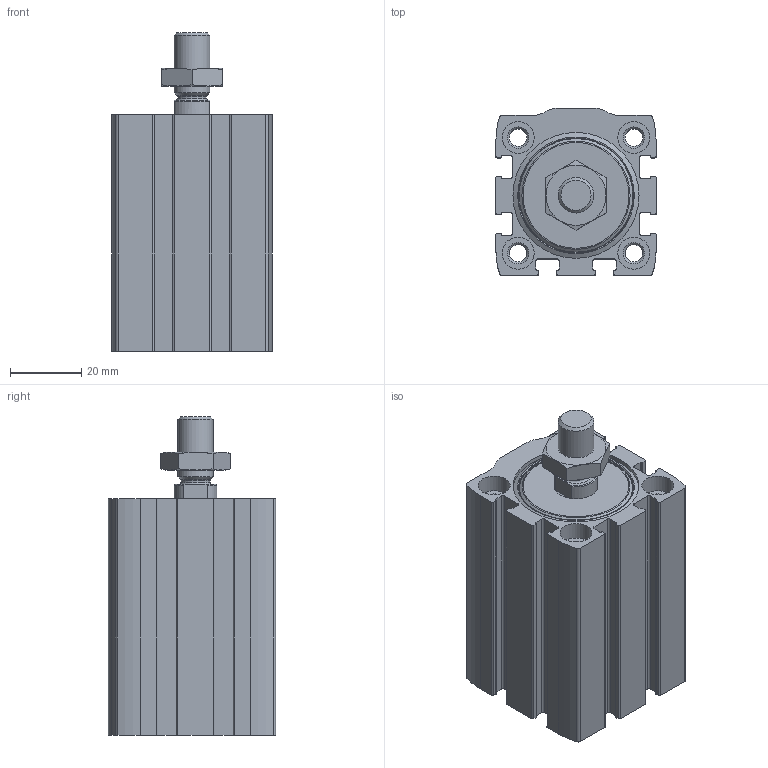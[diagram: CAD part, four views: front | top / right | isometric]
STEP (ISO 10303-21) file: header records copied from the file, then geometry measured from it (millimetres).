
FILE_DESCRIPTION(/* description */ ('STEP AP214'),/* implementation_level */ '2;1');
FILE_NAME(/* name */ '8091451_ADN-S-32-45-A-P',/* time_stamp */ '2024-08-01T18:50:51+02:00',/* author */ ('License CC BY-ND 4.0'),/* organization */ ('CADENAS'),/* preprocessor_version */ 'ST-DEVELOPER v19.3',/* originating_system */ 'PARTsolutions',/* authorisation */ ' ');
FILE_SCHEMA (('AUTOMOTIVE_DESIGN {1 0 10303 214 3 1 1}'));
Length unit declared in the file: millimetre
Products named in the file (4): 8091451 ADN-S-32-45-A-P---(0_high); 8084712 ADN-S-32-45-A-P---(high_H); 8084712 ADN-S-32-45-A-P---(high_P); DIN-439-B - M10x1.25(F)
Assembly tree (3 placements, depth 2):
  8091451 ADN-S-32-45-A-P---(0_high)
    8084712 ADN-S-32-45-A-P---(high_H)
    8084712 ADN-S-32-45-A-P---(high_P)
    DIN-439-B - M10x1.25(F)
Bounding box: 45 x 47 x 89.5 mm (x, y, z)
Volume: 88956.3 mm3; surface area: 37792.6 mm2
Topology: 3 solids, 3 shells, 210 faces, 518 edges, 337 vertices
Faces by surface type: plane 93, cylinder 90, cone 22, torus 5
Full cylindrical faces by diameter (mm): 4.134 x2, 4.917 x8, 5.2 x4, 8.1 x1, 8.647 x1, 9 x8, 10 x1, 12 x2, 32 x2, 35.4 x1
Entity records: 6107 total; most frequent: DIRECTION 1082, CARTESIAN_POINT 1070, ORIENTED_EDGE 922, EDGE_CURVE 461, AXIS2_PLACEMENT_3D 423, VERTEX_POINT 335, EDGE_LOOP 298, FACE_BOUND 298
